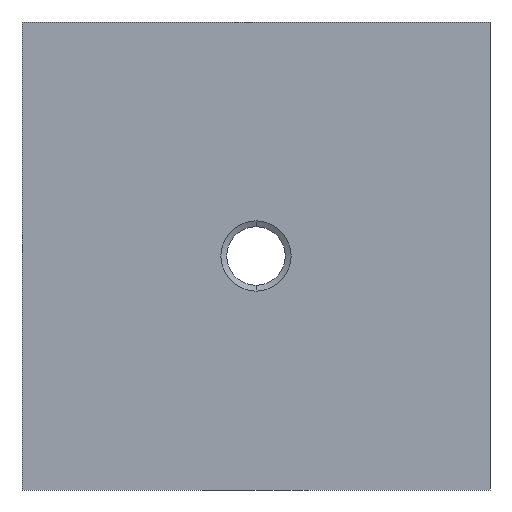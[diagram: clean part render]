
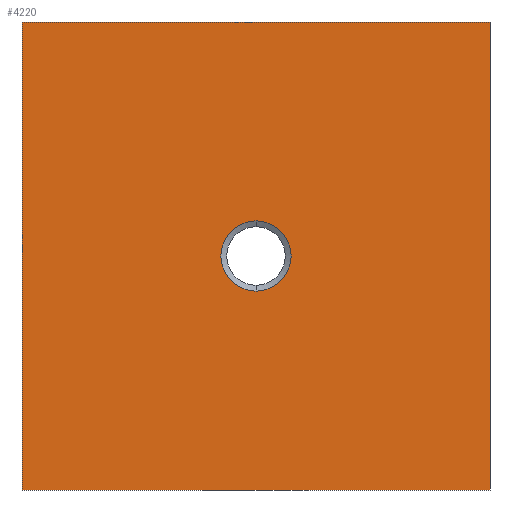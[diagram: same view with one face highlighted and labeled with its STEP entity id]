
A CAD part, front view. The second image highlights one B-rep face of the part: STEP entity #4220.
In plain terms, the highlighted planar face has unit normal (0, -1, 0).
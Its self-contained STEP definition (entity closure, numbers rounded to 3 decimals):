
#360=CARTESIAN_POINT('',(0.,0.,0.));
#370=VERTEX_POINT('',#360);
#400=CARTESIAN_POINT('',(0.,0.,0.));
#410=DIRECTION('',(1.,0.,0.));
#420=VECTOR('',#410,1.);
#430=LINE('',#400,#420);
#440=CARTESIAN_POINT('',(40.,0.,0.));
#450=VERTEX_POINT('',#440);
#460=EDGE_CURVE('',#370,#450,#430,.T.);
#2540=CARTESIAN_POINT('',(17.,0.,20.));
#2550=VERTEX_POINT('',#2540);
#2580=CARTESIAN_POINT('',(20.,0.,20.));
#2590=DIRECTION('',(0.,1.,0.));
#2600=DIRECTION('',(1.,0.,0.));
#2610=AXIS2_PLACEMENT_3D('',#2580,#2590,#2600);
#2620=CIRCLE('',#2610,3.);
#2630=CARTESIAN_POINT('',(23.,0.,20.));
#2640=VERTEX_POINT('',#2630);
#2650=EDGE_CURVE('',#2550,#2640,#2620,.T.);
#3170=EDGE_CURVE('',#2640,#2550,#2620,.T.);
#3410=CARTESIAN_POINT('',(0.,0.,40.));
#3420=DIRECTION('',(1.,0.,0.));
#3430=VECTOR('',#3420,1.);
#3440=LINE('',#3410,#3430);
#3450=CARTESIAN_POINT('',(0.,0.,40.));
#3460=VERTEX_POINT('',#3450);
#3470=CARTESIAN_POINT('',(40.,0.,40.));
#3480=VERTEX_POINT('',#3470);
#3490=EDGE_CURVE('',#3460,#3480,#3440,.T.);
#3920=CARTESIAN_POINT('',(0.,0.,0.));
#3930=DIRECTION('',(0.,0.,1.));
#3940=VECTOR('',#3930,1.);
#3950=LINE('',#3920,#3940);
#3960=EDGE_CURVE('',#370,#3460,#3950,.T.);
#4020=CARTESIAN_POINT('',(40.,0.,0.));
#4030=DIRECTION('',(-0.,-1.,-0.));
#4040=DIRECTION('',(-1.,0.,0.));
#4050=AXIS2_PLACEMENT_3D('',#4020,#4030,#4040);
#4060=PLANE('',#4050);
#4070=ORIENTED_EDGE('',*,*,#3170,.T.);
#4080=ORIENTED_EDGE('',*,*,#2650,.T.);
#4090=EDGE_LOOP('',(#4080,#4070));
#4100=FACE_BOUND('',#4090,.T.);
#4110=ORIENTED_EDGE('',*,*,#3960,.F.);
#4120=ORIENTED_EDGE('',*,*,#3490,.F.);
#4130=CARTESIAN_POINT('',(40.,0.,0.));
#4140=DIRECTION('',(0.,0.,1.));
#4150=VECTOR('',#4140,1.);
#4160=LINE('',#4130,#4150);
#4170=EDGE_CURVE('',#450,#3480,#4160,.T.);
#4180=ORIENTED_EDGE('',*,*,#4170,.T.);
#4190=ORIENTED_EDGE('',*,*,#460,.T.);
#4200=EDGE_LOOP('',(#4190,#4180,#4120,#4110));
#4210=FACE_OUTER_BOUND('',#4200,.T.);
#4220=ADVANCED_FACE('',(#4100,#4210),#4060,.T.);
